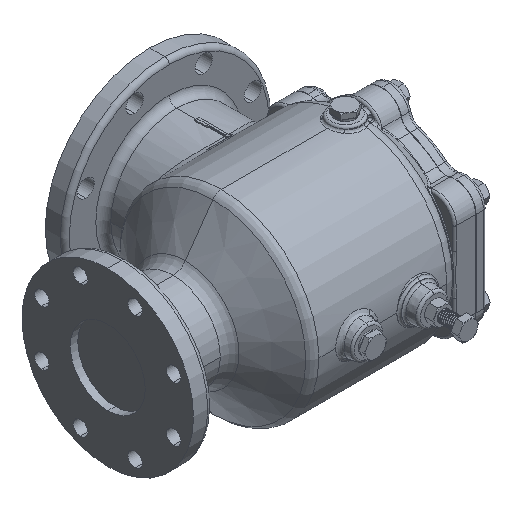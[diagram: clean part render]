
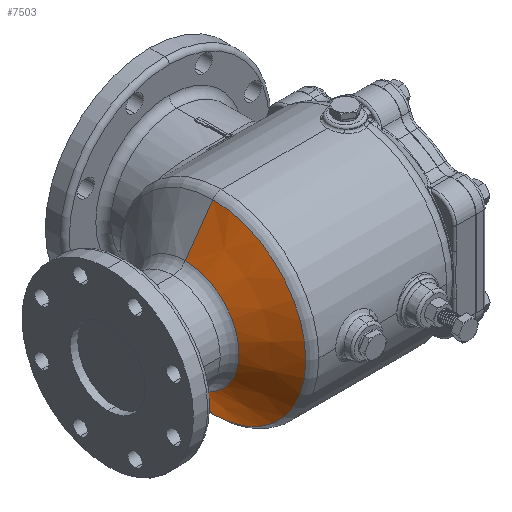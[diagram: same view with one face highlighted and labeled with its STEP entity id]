
A CAD part, isometric view. The second image highlights one B-rep face of the part: STEP entity #7503.
In plain terms, the highlighted conical face has half-angle 55 degrees and reference radius 71.528 mm.
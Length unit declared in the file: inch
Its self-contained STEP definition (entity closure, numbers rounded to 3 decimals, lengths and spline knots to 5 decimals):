
#4145 = ORIENTED_EDGE ( 'NONE', *, *, #40450, .T. ) ;
#4484 = VECTOR ( 'NONE', #12254, 39.37008 ) ;
#5050 = EDGE_CURVE ( 'NONE', #16727, #45769, #10620, .T. ) ;
#6594 = DIRECTION ( 'NONE',  ( -1., 0., 0. ) ) ;
#7503 = ADVANCED_FACE ( 'NONE', ( #18739 ), #37571, .T. ) ;
#9200 = CARTESIAN_POINT ( 'NONE',  ( -4.6307, 0., 4.88307 ) ) ;
#10301 = DIRECTION ( 'NONE',  ( 1., 0., 0. ) ) ;
#10620 = CIRCLE ( 'NONE', #46041, 2.81608 ) ;
#12254 = DIRECTION ( 'NONE',  ( 0.574, 0., -0.819 ) ) ;
#12676 = CARTESIAN_POINT ( 'NONE',  ( -6.07802, 0., 2.81608 ) ) ;
#15918 = VECTOR ( 'NONE', #39604, 39.37008 ) ;
#16727 = VERTEX_POINT ( 'NONE', #31400 ) ;
#17072 = CARTESIAN_POINT ( 'NONE',  ( -6.07802, 0., 2.81608 ) ) ;
#17711 = DIRECTION ( 'NONE',  ( -1., 0., 0. ) ) ;
#18411 = ORIENTED_EDGE ( 'NONE', *, *, #32141, .T. ) ;
#18739 = FACE_OUTER_BOUND ( 'NONE', #26643, .T. ) ;
#19591 = CARTESIAN_POINT ( 'NONE',  ( -4.6307, 0., -4.88307 ) ) ;
#21354 = EDGE_CURVE ( 'NONE', #45769, #37233, #35948, .T. ) ;
#24447 = LINE ( 'NONE', #30478, #4484 ) ;
#25027 = CARTESIAN_POINT ( 'NONE',  ( -6.07802, 0., 0. ) ) ;
#26643 = EDGE_LOOP ( 'NONE', ( #40357, #46575, #18411, #4145 ) ) ;
#29063 = CARTESIAN_POINT ( 'NONE',  ( -4.6307, 0., 0. ) ) ;
#30478 = CARTESIAN_POINT ( 'NONE',  ( -6.07802, 0., -2.81608 ) ) ;
#31400 = CARTESIAN_POINT ( 'NONE',  ( -6.07802, 0., -2.81608 ) ) ;
#32141 = EDGE_CURVE ( 'NONE', #16727, #41253, #24447, .T. ) ;
#32753 = DIRECTION ( 'NONE',  ( 0., 0., -1. ) ) ;
#32827 = DIRECTION ( 'NONE',  ( 0., 0., 1. ) ) ;
#33657 = AXIS2_PLACEMENT_3D ( 'NONE', #29063, #6594, #32827 ) ;
#35948 = LINE ( 'NONE', #17072, #15918 ) ;
#37233 = VERTEX_POINT ( 'NONE', #9200 ) ;
#37571 = CONICAL_SURFACE ( 'NONE', #39527, 2.81608, 0.96 ) ;
#39527 = AXIS2_PLACEMENT_3D ( 'NONE', #25027, #10301, #32753 ) ;
#39604 = DIRECTION ( 'NONE',  ( 0.574, 0., 0.819 ) ) ;
#40253 = CARTESIAN_POINT ( 'NONE',  ( -6.07802, 0., 0. ) ) ;
#40357 = ORIENTED_EDGE ( 'NONE', *, *, #21354, .F. ) ;
#40450 = EDGE_CURVE ( 'NONE', #41253, #37233, #45693, .T. ) ;
#41253 = VERTEX_POINT ( 'NONE', #19591 ) ;
#44024 = DIRECTION ( 'NONE',  ( 0., 0., 1. ) ) ;
#45693 = CIRCLE ( 'NONE', #33657, 4.88307 ) ;
#45769 = VERTEX_POINT ( 'NONE', #12676 ) ;
#46041 = AXIS2_PLACEMENT_3D ( 'NONE', #40253, #17711, #44024 ) ;
#46575 = ORIENTED_EDGE ( 'NONE', *, *, #5050, .F. ) ;
